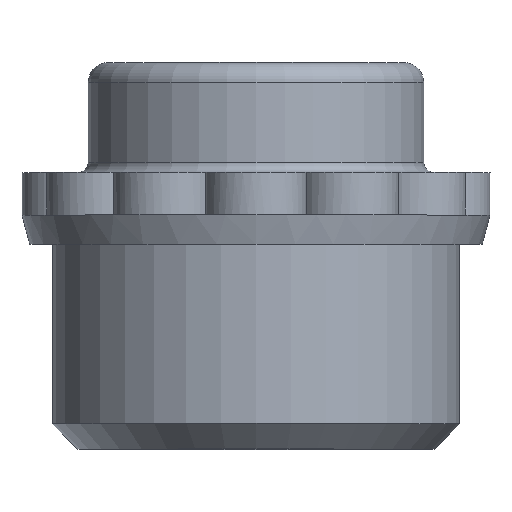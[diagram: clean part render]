
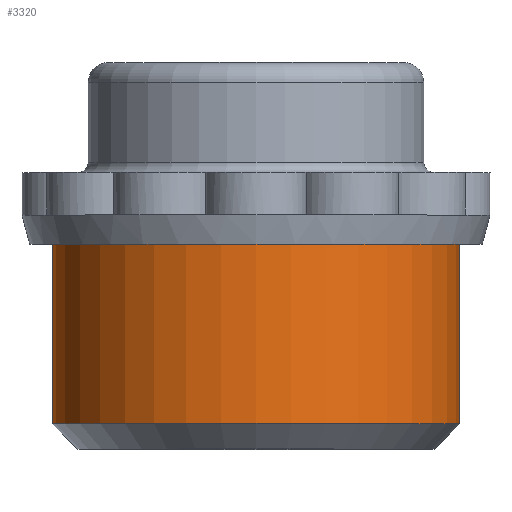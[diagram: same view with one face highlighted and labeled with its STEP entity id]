
A CAD part, top view. The second image highlights one B-rep face of the part: STEP entity #3320.
In plain terms, the highlighted cylindrical face has radius 10 mm (diameter 20 mm), a partial arc.
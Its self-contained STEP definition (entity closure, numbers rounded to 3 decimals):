
#1830=CARTESIAN_POINT('',(-10.,1.25,0.));
#1840=VERTEX_POINT('',#1830);
#1870=CARTESIAN_POINT('',(0.,1.25,0.));
#1880=DIRECTION('',(0.,1.,0.));
#1890=DIRECTION('',(1.,0.,0.));
#1900=AXIS2_PLACEMENT_3D('',#1870,#1880,#1890);
#1910=CIRCLE('',#1900,10.);
#1920=CARTESIAN_POINT('',(10.,1.25,0.));
#1930=VERTEX_POINT('',#1920);
#1940=EDGE_CURVE('',#1840,#1930,#1910,.T.);
#3010=CARTESIAN_POINT('',(0.,5.201,0.));
#3020=DIRECTION('',(0.,1.,0.));
#3030=DIRECTION('',(1.,0.,0.));
#3040=AXIS2_PLACEMENT_3D('',#3010,#3020,#3030);
#3050=CYLINDRICAL_SURFACE('',#3040,10.);
#3060=CARTESIAN_POINT('',(-10.,5.201,0.));
#3070=DIRECTION('',(0.,1.,0.));
#3080=VECTOR('',#3070,1.);
#3090=LINE('',#3060,#3080);
#3100=CARTESIAN_POINT('',(-10.,10.367,0.));
#3110=VERTEX_POINT('',#3100);
#3120=EDGE_CURVE('',#1840,#3110,#3090,.T.);
#3130=ORIENTED_EDGE('',*,*,#3120,.F.);
#3140=CARTESIAN_POINT('',(0.,10.367,0.));
#3150=DIRECTION('',(0.,1.,0.));
#3160=DIRECTION('',(1.,0.,0.));
#3170=AXIS2_PLACEMENT_3D('',#3140,#3150,#3160);
#3180=CIRCLE('',#3170,10.);
#3190=CARTESIAN_POINT('',(10.,10.367,0.));
#3200=VERTEX_POINT('',#3190);
#3210=EDGE_CURVE('',#3110,#3200,#3180,.T.);
#3220=ORIENTED_EDGE('',*,*,#3210,.F.);
#3230=CARTESIAN_POINT('',(10.,5.201,0.));
#3240=DIRECTION('',(0.,1.,0.));
#3250=VECTOR('',#3240,1.);
#3260=LINE('',#3230,#3250);
#3270=EDGE_CURVE('',#1930,#3200,#3260,.T.);
#3280=ORIENTED_EDGE('',*,*,#3270,.T.);
#3290=ORIENTED_EDGE('',*,*,#1940,.T.);
#3300=EDGE_LOOP('',(#3290,#3280,#3220,#3130));
#3310=FACE_OUTER_BOUND('',#3300,.T.);
#3320=ADVANCED_FACE('',(#3310),#3050,.T.);
